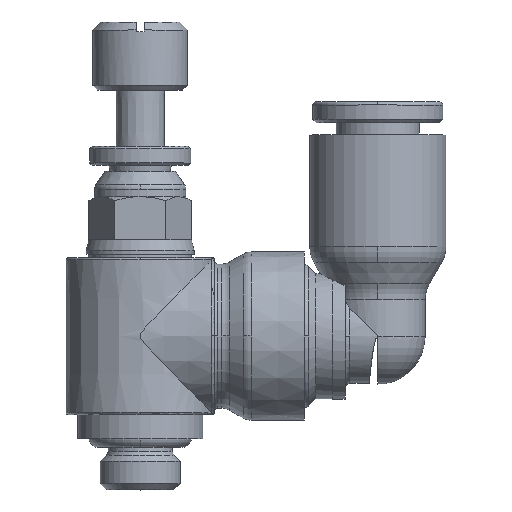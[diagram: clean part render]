
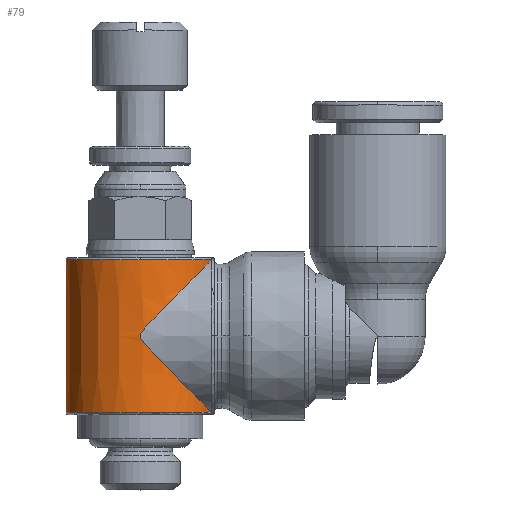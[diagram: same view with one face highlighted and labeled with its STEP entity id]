
A CAD part, top view. The second image highlights one B-rep face of the part: STEP entity #79.
In plain terms, the highlighted conical face has half-angle 0 degrees and reference radius 4.626 mm.
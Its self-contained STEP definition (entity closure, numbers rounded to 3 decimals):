
#79=ADVANCED_FACE('',(#272),#273,.T.);
#272=FACE_OUTER_BOUND('',#609,.T.);
#273=CONICAL_SURFACE('',#610,4.626,0.);
#609=EDGE_LOOP('',(#1124,#1125,#1126,#1127,#1128,#1129));
#610=AXIS2_PLACEMENT_3D('',#1130,#1131,#1132);
#1124=ORIENTED_EDGE('',*,*,#2290,.F.);
#1125=ORIENTED_EDGE('',*,*,#2291,.T.);
#1126=ORIENTED_EDGE('',*,*,#2292,.T.);
#1127=ORIENTED_EDGE('',*,*,#2293,.T.);
#1128=ORIENTED_EDGE('',*,*,#2294,.F.);
#1129=ORIENTED_EDGE('',*,*,#2295,.F.);
#1130=CARTESIAN_POINT('',(0.0,9.6,0.0));
#1131=DIRECTION('',(-0.0,-1.0,-0.0));
#1132=DIRECTION('',(-1.0,0.0,0.0));
#2290=EDGE_CURVE('',#2796,#2797,#2798,.T.);
#2291=EDGE_CURVE('',#2796,#2799,#2800,.T.);
#2292=EDGE_CURVE('',#2799,#2801,#2802,.T.);
#2293=EDGE_CURVE('',#2801,#2803,#2804,.T.);
#2294=EDGE_CURVE('',#2805,#2803,#2806,.T.);
#2295=EDGE_CURVE('',#2797,#2805,#2807,.T.);
#2796=VERTEX_POINT('',#3796);
#2797=VERTEX_POINT('',#3797);
#2798=LINE('',#3798,#3799);
#2799=VERTEX_POINT('',#3800);
#2800=CIRCLE('',#3801,4.626);
#2801=VERTEX_POINT('',#3802);
#2802=CIRCLE('',#3803,4.626);
#2803=VERTEX_POINT('',#3804);
#2804=B_SPLINE_CURVE_WITH_KNOTS('',3,(#3805,#3806,#3807,#3808,#3809,#3810,#3811,#3812,#3813,#3814,#3815,#3816,#3817,#3818,#3819,#3820,#3821,#3822,#3823,#3824,#3825,#3826,#3827,#3828,#3829,#3830,#3831,#3832,#3833,#3834,#3835,#3836,#3837,#3838,#3839,#3840,#3841,#3842,#3843,#3844,#3845,#3846,#3847,#3848,#3849,#3850),.UNSPECIFIED.,.F.,.F.,(4,2,2,2,2,2,2,2,2,2,2,2,2,2,2,2,2,2,2,2,2,2,4),(10.456,11.476,12.496,13.516,14.855,16.194,17.534,18.203,18.538,18.705,18.789,18.873,18.957,19.042,19.212,19.551,20.229,21.584,22.94,24.296,25.302,26.307,27.312),.UNSPECIFIED.);
#2805=VERTEX_POINT('',#3851);
#2806=CIRCLE('',#3852,4.626);
#2807=CIRCLE('',#3853,4.626);
#3796=CARTESIAN_POINT('',(-4.626,4.85,0.));
#3797=CARTESIAN_POINT('',(-4.626,14.35,0.));
#3798=CARTESIAN_POINT('',(-4.626,9.6,0.));
#3799=VECTOR('',#5233,1.0);
#3800=CARTESIAN_POINT('',(0.,4.85,4.626));
#3801=AXIS2_PLACEMENT_3D('',#5234,#5235,#5236);
#3802=CARTESIAN_POINT('',(4.469,4.85,1.196));
#3803=AXIS2_PLACEMENT_3D('',#5237,#5238,#5239);
#3804=CARTESIAN_POINT('',(4.469,14.35,1.196));
#3805=CARTESIAN_POINT('',(4.514,4.804,1.01));
#3806=CARTESIAN_POINT('',(4.441,4.878,1.338));
#3807=CARTESIAN_POINT('',(4.332,4.987,1.655));
#3808=CARTESIAN_POINT('',(4.058,5.262,2.244));
#3809=CARTESIAN_POINT('',(3.894,5.427,2.517));
#3810=CARTESIAN_POINT('',(3.53,5.793,3.005));
#3811=CARTESIAN_POINT('',(3.332,5.992,3.221));
#3812=CARTESIAN_POINT('',(2.867,6.46,3.648));
#3813=CARTESIAN_POINT('',(2.58,6.748,3.854));
#3814=CARTESIAN_POINT('',(1.996,7.337,4.187));
#3815=CARTESIAN_POINT('',(1.698,7.638,4.313));
#3816=CARTESIAN_POINT('',(1.128,8.219,4.496));
#3817=CARTESIAN_POINT('',(0.851,8.503,4.554));
#3818=CARTESIAN_POINT('',(0.479,8.899,4.603));
#3819=CARTESIAN_POINT('',(0.363,9.025,4.613));
#3820=CARTESIAN_POINT('',(0.205,9.216,4.622));
#3821=CARTESIAN_POINT('',(0.155,9.279,4.624));
#3822=CARTESIAN_POINT('',(0.089,9.383,4.625));
#3823=CARTESIAN_POINT('',(0.069,9.419,4.626));
#3824=CARTESIAN_POINT('',(0.043,9.479,4.626));
#3825=CARTESIAN_POINT('',(0.036,9.501,4.626));
#3826=CARTESIAN_POINT('',(0.024,9.547,4.626));
#3827=CARTESIAN_POINT('',(0.021,9.572,4.626));
#3828=CARTESIAN_POINT('',(0.021,9.628,4.626));
#3829=CARTESIAN_POINT('',(0.024,9.654,4.626));
#3830=CARTESIAN_POINT('',(0.036,9.7,4.626));
#3831=CARTESIAN_POINT('',(0.044,9.722,4.626));
#3832=CARTESIAN_POINT('',(0.069,9.783,4.626));
#3833=CARTESIAN_POINT('',(0.09,9.819,4.625));
#3834=CARTESIAN_POINT('',(0.158,9.924,4.624));
#3835=CARTESIAN_POINT('',(0.208,9.987,4.622));
#3836=CARTESIAN_POINT('',(0.368,10.181,4.613));
#3837=CARTESIAN_POINT('',(0.485,10.308,4.602));
#3838=CARTESIAN_POINT('',(0.862,10.709,4.552));
#3839=CARTESIAN_POINT('',(1.142,10.996,4.493));
#3840=CARTESIAN_POINT('',(1.719,11.582,4.305));
#3841=CARTESIAN_POINT('',(2.02,11.887,4.176));
#3842=CARTESIAN_POINT('',(2.609,12.481,3.835));
#3843=CARTESIAN_POINT('',(2.898,12.772,3.624));
#3844=CARTESIAN_POINT('',(3.361,13.237,3.19));
#3845=CARTESIAN_POINT('',(3.555,13.433,2.975));
#3846=CARTESIAN_POINT('',(3.911,13.79,2.489));
#3847=CARTESIAN_POINT('',(4.072,13.952,2.218));
#3848=CARTESIAN_POINT('',(4.339,14.22,1.635));
#3849=CARTESIAN_POINT('',(4.446,14.327,1.321));
#3850=CARTESIAN_POINT('',(4.517,14.399,0.997));
#3851=CARTESIAN_POINT('',(0.,14.35,4.626));
#3852=AXIS2_PLACEMENT_3D('',#5240,#5241,#5242);
#3853=AXIS2_PLACEMENT_3D('',#5243,#5244,#5245);
#5233=DIRECTION('',(0.,1.,0.));
#5234=CARTESIAN_POINT('',(0.0,4.85,0.0));
#5235=DIRECTION('',(0.0,1.0,0.0));
#5236=DIRECTION('',(-1.0,0.0,0.0));
#5237=CARTESIAN_POINT('',(0.0,4.85,0.0));
#5238=DIRECTION('',(0.0,1.0,0.0));
#5239=DIRECTION('',(-1.0,0.0,0.0));
#5240=CARTESIAN_POINT('',(0.0,14.35,0.0));
#5241=DIRECTION('',(0.0,1.0,0.0));
#5242=DIRECTION('',(-1.0,0.0,0.0));
#5243=CARTESIAN_POINT('',(0.0,14.35,0.0));
#5244=DIRECTION('',(0.0,1.0,0.0));
#5245=DIRECTION('',(-1.0,0.0,0.0));
